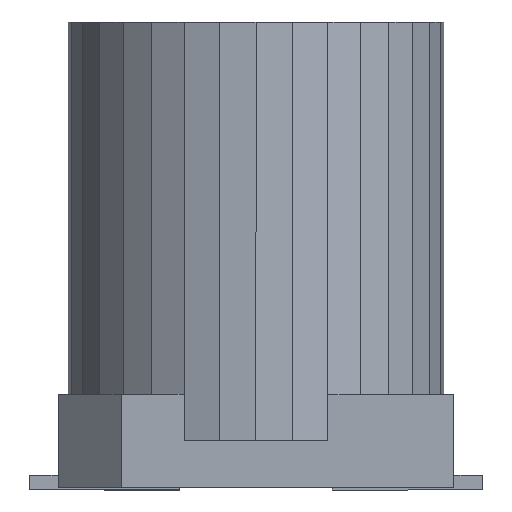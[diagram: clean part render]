
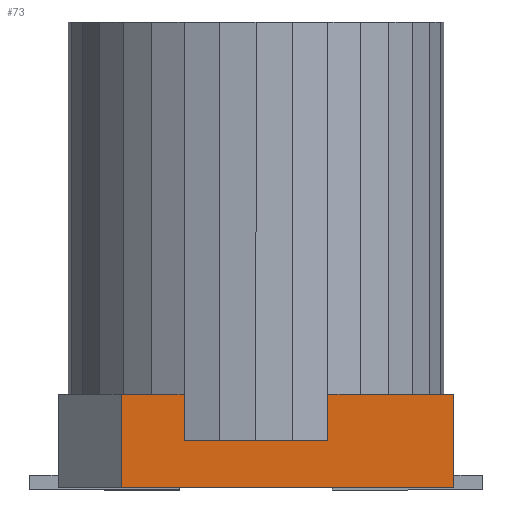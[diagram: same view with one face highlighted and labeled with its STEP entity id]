
A CAD part, front view. The second image highlights one B-rep face of the part: STEP entity #73.
In plain terms, the highlighted planar face has unit normal (0, -1, 0).
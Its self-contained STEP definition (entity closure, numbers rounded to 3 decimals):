
#21 = EDGE_CURVE('',#22,#24,#26,.T.);
#22 = VERTEX_POINT('',#23);
#23 = CARTESIAN_POINT('',(3.404,-3.404,0.051));
#24 = VERTEX_POINT('',#25);
#25 = CARTESIAN_POINT('',(-2.32,-3.404,0.051));
#26 = LINE('',#27,#28);
#27 = CARTESIAN_POINT('',(-2.32,-3.404,0.051));
#28 = VECTOR('',#29,1.);
#29 = DIRECTION('',(-1.,0.,0.));
#73 = ADVANCED_FACE('',(#74),#131,.F.);
#74 = FACE_BOUND('',#75,.T.);
#75 = EDGE_LOOP('',(#76,#77,#85,#93,#101,#109,#117,#125));
#76 = ORIENTED_EDGE('',*,*,#21,.F.);
#77 = ORIENTED_EDGE('',*,*,#78,.F.);
#78 = EDGE_CURVE('',#79,#22,#81,.T.);
#79 = VERTEX_POINT('',#80);
#80 = CARTESIAN_POINT('',(3.404,-3.404,1.651));
#81 = LINE('',#82,#83);
#82 = CARTESIAN_POINT('',(3.404,-3.404,1.651));
#83 = VECTOR('',#84,1.);
#84 = DIRECTION('',(0.,0.,-1.));
#85 = ORIENTED_EDGE('',*,*,#86,.T.);
#86 = EDGE_CURVE('',#79,#87,#89,.T.);
#87 = VERTEX_POINT('',#88);
#88 = CARTESIAN_POINT('',(1.237,-3.404,1.651));
#89 = LINE('',#90,#91);
#90 = CARTESIAN_POINT('',(3.404,-3.404,1.651));
#91 = VECTOR('',#92,1.);
#92 = DIRECTION('',(-1.,0.,0.));
#93 = ORIENTED_EDGE('',*,*,#94,.T.);
#94 = EDGE_CURVE('',#87,#95,#97,.T.);
#95 = VERTEX_POINT('',#96);
#96 = CARTESIAN_POINT('',(1.237,-3.404,0.851));
#97 = LINE('',#98,#99);
#98 = CARTESIAN_POINT('',(1.237,-3.404,1.651));
#99 = VECTOR('',#100,1.);
#100 = DIRECTION('',(0.,0.,-1.));
#101 = ORIENTED_EDGE('',*,*,#102,.T.);
#102 = EDGE_CURVE('',#95,#103,#105,.T.);
#103 = VERTEX_POINT('',#104);
#104 = CARTESIAN_POINT('',(-1.237,-3.404,0.851));
#105 = LINE('',#106,#107);
#106 = CARTESIAN_POINT('',(-1.237,-3.404,0.851));
#107 = VECTOR('',#108,1.);
#108 = DIRECTION('',(-1.,0.,0.));
#109 = ORIENTED_EDGE('',*,*,#110,.F.);
#110 = EDGE_CURVE('',#111,#103,#113,.T.);
#111 = VERTEX_POINT('',#112);
#112 = CARTESIAN_POINT('',(-1.237,-3.404,1.651));
#113 = LINE('',#114,#115);
#114 = CARTESIAN_POINT('',(-1.237,-3.404,0.851));
#115 = VECTOR('',#116,1.);
#116 = DIRECTION('',(0.,0.,-1.));
#117 = ORIENTED_EDGE('',*,*,#118,.F.);
#118 = EDGE_CURVE('',#119,#111,#121,.T.);
#119 = VERTEX_POINT('',#120);
#120 = CARTESIAN_POINT('',(-2.32,-3.404,1.651));
#121 = LINE('',#122,#123);
#122 = CARTESIAN_POINT('',(-2.32,-3.404,1.651));
#123 = VECTOR('',#124,1.);
#124 = DIRECTION('',(1.,0.,0.));
#125 = ORIENTED_EDGE('',*,*,#126,.F.);
#126 = EDGE_CURVE('',#24,#119,#127,.T.);
#127 = LINE('',#128,#129);
#128 = CARTESIAN_POINT('',(-2.32,-3.404,1.651));
#129 = VECTOR('',#130,1.);
#130 = DIRECTION('',(0.,0.,1.));
#131 = PLANE('',#132);
#132 = AXIS2_PLACEMENT_3D('',#133,#134,#135);
#133 = CARTESIAN_POINT('',(1.237,-3.404,0.851));
#134 = DIRECTION('',(0.,1.,0.));
#135 = DIRECTION('',(0.,0.,1.));
